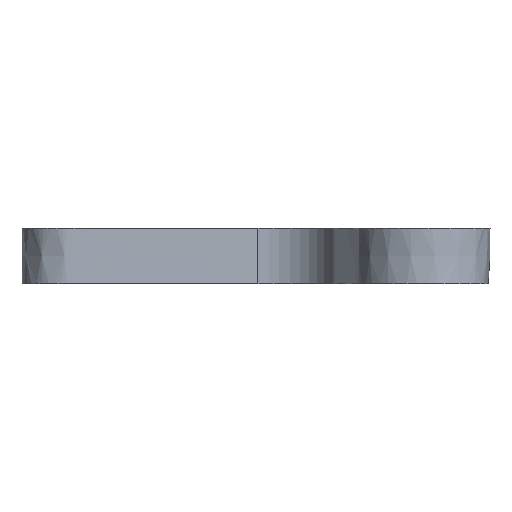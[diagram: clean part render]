
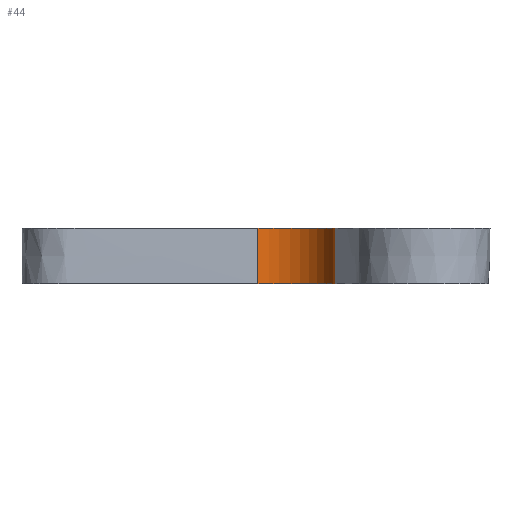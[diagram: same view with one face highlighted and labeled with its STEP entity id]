
A CAD part, front view. The second image highlights one B-rep face of the part: STEP entity #44.
In plain terms, the highlighted cylindrical face has radius 23.95 mm (diameter 47.899 mm), a partial arc.
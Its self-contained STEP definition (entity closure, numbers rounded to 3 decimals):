
#44=ADVANCED_FACE('',(#95),#96,.F.);
#95=FACE_OUTER_BOUND('',#2092,.T.);
#96=CYLINDRICAL_SURFACE('',#2093,23.95);
#2092=EDGE_LOOP('',(#4900,#4901,#4902,#4903));
#2093=AXIS2_PLACEMENT_3D('',#4904,#4905,#4906);
#4900=ORIENTED_EDGE('',*,*,#4963,.T.);
#4901=ORIENTED_EDGE('',*,*,#4977,.T.);
#4902=ORIENTED_EDGE('',*,*,#4978,.T.);
#4903=ORIENTED_EDGE('',*,*,#4979,.T.);
#4904=CARTESIAN_POINT('',(65.807,-42.89,-10.807));
#4905=DIRECTION('',(0.0,0.0,-1.0));
#4906=DIRECTION('',(0.585,0.811,0.0));
#4963=EDGE_CURVE('',#5009,#5010,#5011,.T.);
#4977=EDGE_CURVE('',#5010,#5035,#5036,.T.);
#4978=EDGE_CURVE('',#5035,#5037,#5038,.T.);
#4979=EDGE_CURVE('',#5037,#5009,#5039,.T.);
#5009=VERTEX_POINT('',#5708);
#5010=VERTEX_POINT('',#5709);
#5011=CIRCLE('',#5710,23.95);
#5035=VERTEX_POINT('',#6532);
#5036=LINE('',#6533,#6534);
#5037=VERTEX_POINT('',#6535);
#5038=CIRCLE('',#6536,23.95);
#5039=LINE('',#6537,#6538);
#5708=CARTESIAN_POINT('',(61.9,-19.262,-18.291));
#5709=CARTESIAN_POINT('',(89.57,-39.905,-18.291));
#5710=AXIS2_PLACEMENT_3D('',#6816,#6817,#6818);
#6532=CARTESIAN_POINT('',(89.57,-39.905,1.667));
#6533=CARTESIAN_POINT('',(89.57,-39.905,-10.807));
#6534=VECTOR('',#6825,1.0);
#6535=CARTESIAN_POINT('',(61.9,-19.262,1.667));
#6536=AXIS2_PLACEMENT_3D('',#6826,#6827,#6828);
#6537=CARTESIAN_POINT('',(61.9,-19.262,-10.807));
#6538=VECTOR('',#6829,1.0);
#6816=CARTESIAN_POINT('',(65.807,-42.89,-18.291));
#6817=DIRECTION('',(0.0,0.0,-1.0));
#6818=DIRECTION('',(0.585,0.811,0.0));
#6825=DIRECTION('',(0.0,0.0,1.0));
#6826=CARTESIAN_POINT('',(65.807,-42.89,1.667));
#6827=DIRECTION('',(0.0,-0.0,1.0));
#6828=DIRECTION('',(0.585,0.811,0.0));
#6829=DIRECTION('',(0.0,0.0,-1.0));
